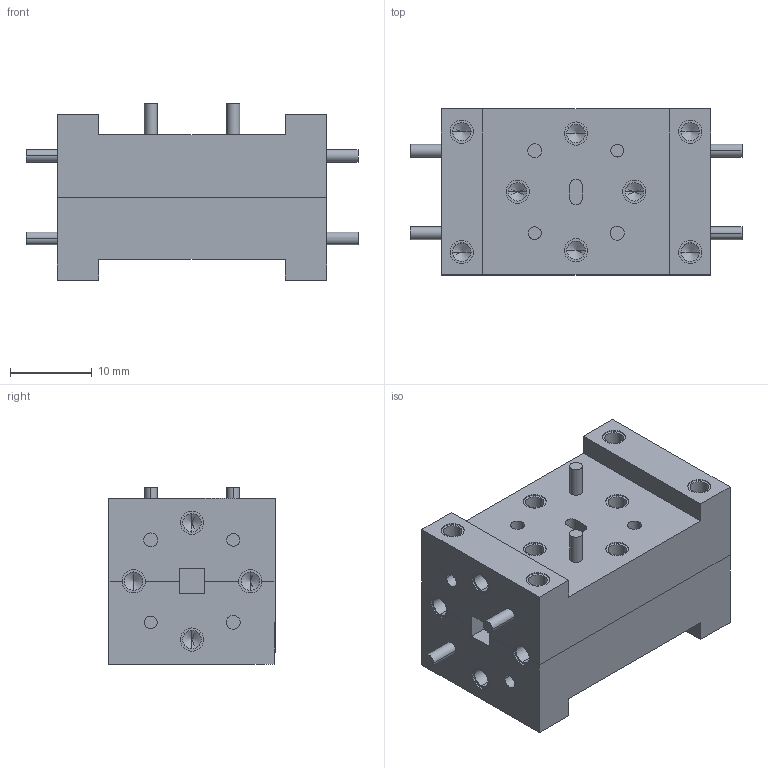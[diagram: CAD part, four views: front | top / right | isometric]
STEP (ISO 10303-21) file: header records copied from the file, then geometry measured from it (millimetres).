
FILE_DESCRIPTION (( 'STEP AP214' ), '1' );
FILE_NAME ('PEWOT0009 ¦ FMWOT0009.step', '2022-03-03T17:13:17', ( '' ), ( '' ), 'SwSTEP 2.0', 'SolidWorks 2021', '' );
FILE_SCHEMA (( 'AUTOMOTIVE_DESIGN' ));
Length unit declared in the file: inch
Products named in the file (1): PEWOT0009 ｦ FMWOT0009
Bounding box: 40.64 x 20.32 x 21.59 mm (x, y, z)
Volume: 10711.1 mm3; surface area: 4721.1 mm2
Topology: 1 solids, 3 shells, 217 faces, 502 edges, 300 vertices
Faces by surface type: cylinder 110, plane 67, cone 40
Entity records: 5948 total; most frequent: DIRECTION 1126, CARTESIAN_POINT 980, ORIENTED_EDGE 924, EDGE_CURVE 462, AXIS2_PLACEMENT_3D 446, VERTEX_POINT 300, EDGE_LOOP 266, VECTOR 234
